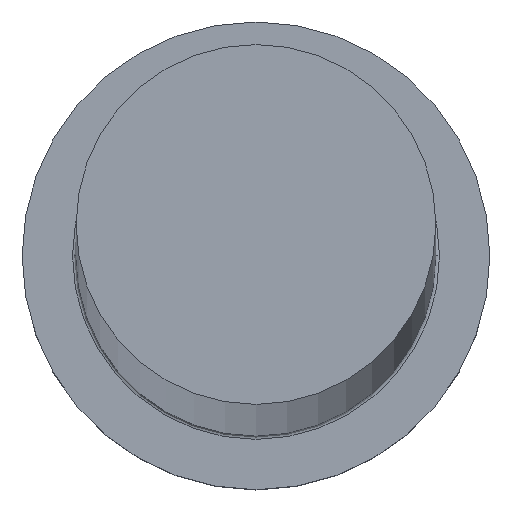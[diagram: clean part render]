
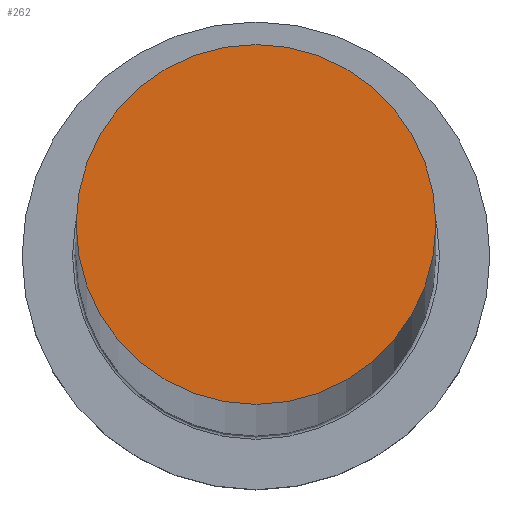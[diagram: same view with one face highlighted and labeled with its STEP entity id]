
A CAD part, top view. The second image highlights one B-rep face of the part: STEP entity #262.
In plain terms, the highlighted planar face has unit normal (0, 0, 1).
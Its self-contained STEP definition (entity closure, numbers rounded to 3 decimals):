
#16 = CIRCLE ( 'NONE', #191, 10. ) ;
#19 = CARTESIAN_POINT ( 'NONE',  ( 0., 0., 1008. ) ) ;
#23 = FACE_OUTER_BOUND ( 'NONE', #175, .T. ) ;
#41 = AXIS2_PLACEMENT_3D ( 'NONE', #239, #212, #117 ) ;
#49 = DIRECTION ( 'NONE',  ( 1., 0., 0. ) ) ;
#63 = CARTESIAN_POINT ( 'NONE',  ( 0., 0., 1008. ) ) ;
#65 = ORIENTED_EDGE ( 'NONE', *, *, #174, .T. ) ;
#117 = DIRECTION ( 'NONE',  ( 1., 0., 0. ) ) ;
#120 = VERTEX_POINT ( 'NONE', #136 ) ;
#132 = DIRECTION ( 'NONE',  ( 0., 0., 1. ) ) ;
#136 = CARTESIAN_POINT ( 'NONE',  ( -10., 0., 1008. ) ) ;
#170 = EDGE_CURVE ( 'NONE', #287, #120, #172, .T. ) ;
#172 = CIRCLE ( 'NONE', #265, 10. ) ;
#174 = EDGE_CURVE ( 'NONE', #120, #287, #16, .T. ) ;
#175 = EDGE_LOOP ( 'NONE', ( #65, #301 ) ) ;
#187 = DIRECTION ( 'NONE',  ( 1., 0., 0. ) ) ;
#191 = AXIS2_PLACEMENT_3D ( 'NONE', #63, #132, #187 ) ;
#211 = PLANE ( 'NONE',  #41 ) ;
#212 = DIRECTION ( 'NONE',  ( 0., 0., 1. ) ) ;
#221 = CARTESIAN_POINT ( 'NONE',  ( 10., 0., 1008. ) ) ;
#239 = CARTESIAN_POINT ( 'NONE',  ( 0., 0., 1008. ) ) ;
#261 = DIRECTION ( 'NONE',  ( 0., 0., 1. ) ) ;
#262 = ADVANCED_FACE ( 'NONE', ( #23 ), #211, .T. ) ;
#265 = AXIS2_PLACEMENT_3D ( 'NONE', #19, #261, #49 ) ;
#287 = VERTEX_POINT ( 'NONE', #221 ) ;
#301 = ORIENTED_EDGE ( 'NONE', *, *, #170, .T. ) ;
